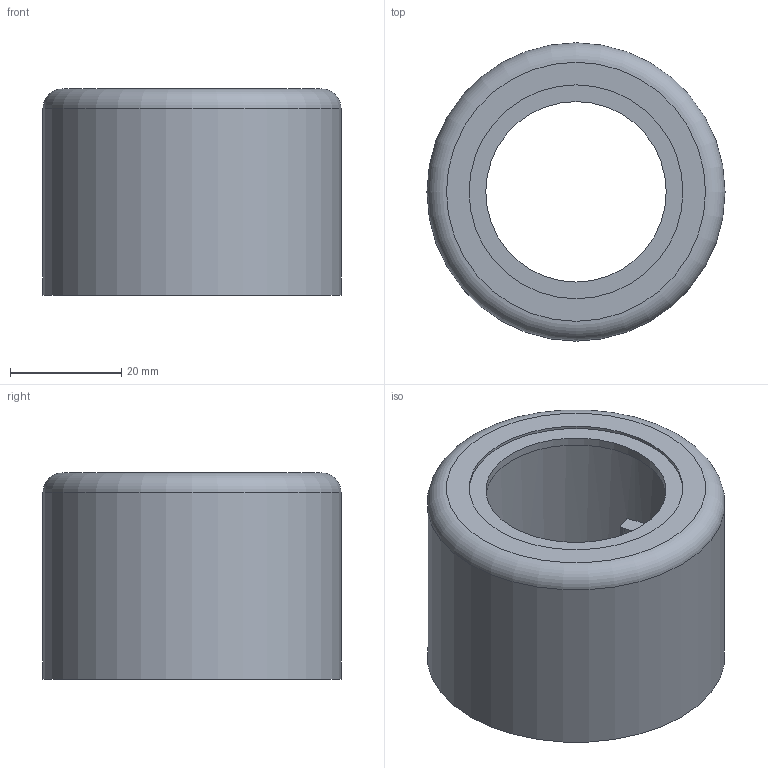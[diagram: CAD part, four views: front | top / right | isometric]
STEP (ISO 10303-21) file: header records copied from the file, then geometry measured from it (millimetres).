
FILE_DESCRIPTION(/* description */ ('STEP AP242','CAx-IF Rec.Pracs.---Representation and Presentation of Product Manufacturing Information (PMI)---4.0---2014-10-13','CAx-IF Rec.Pracs.---3D Tessellated Geometry---0.4---2014-09-14','2;1'),/* implementation_level */ '2;1');
FILE_NAME(/* name */ '685862568a3a8d47ea0c960a',/* time_stamp */ '2025-06-22T20:06:47Z',/* author */ (''),/* organization */ (''),/* preprocessor_version */ 'ST-DEVELOPER v20',/* originating_system */ 'ONSHAPE BY PTC INC, 1.199',/* authorisation */ ' ');
FILE_SCHEMA (('AP242_MANAGED_MODEL_BASED_3D_ENGINEERING_MIM_LF { 1 0 10303 442 1 1 4 }'));
Length unit declared in the file: metre
Products named in the file (1): Knob
Bounding box: 53.5 x 53.5 x 37 mm (x, y, z)
Volume: 14229.2 mm3; surface area: 15338.4 mm2
Topology: 1 solids, 1 shells, 79 faces, 214 edges, 139 vertices
Faces by surface type: plane 49, cylinder 29, torus 1
Full cylindrical faces by diameter (mm): 32.4 x1, 38.4 x1, 49.5 x1, 53.5 x1
Entity records: 2480 total; most frequent: DIRECTION 436, CARTESIAN_POINT 426, ORIENTED_EDGE 416, EDGE_CURVE 208, AXIS2_PLACEMENT_3D 148, LINE 140, VECTOR 140, VERTEX_POINT 138
